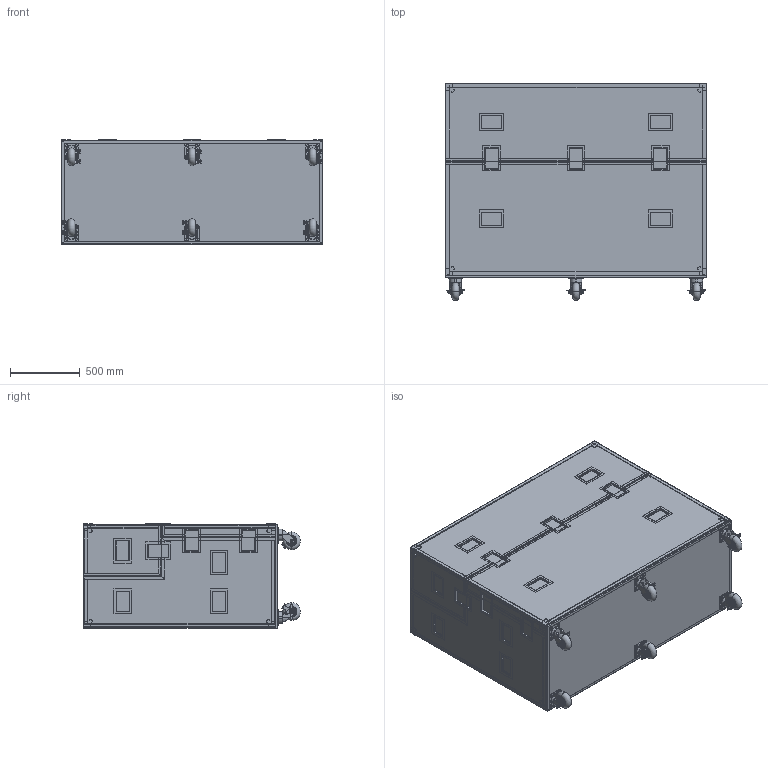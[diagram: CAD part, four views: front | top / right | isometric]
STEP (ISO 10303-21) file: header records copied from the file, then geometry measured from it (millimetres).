
FILE_DESCRIPTION (( 'STEP AP203' ), '1' );
FILE_NAME ('Full Super Pit - Closed.STEP', '2025-04-01T15:19:30', ( '' ), ( '' ), 'SwSTEP 2.0', 'SolidWorks 2024', '' );
FILE_SCHEMA (( 'CONFIG_CONTROL_DESIGN' ));
Length unit declared in the file: inch
Products named in the file (51): Single Angle Extrusion (Edges)_Along Z Top; Single Angle Extrusion (Edges)_Along Y; Groove Extrusion_Horizontal; 2793N22_High-Capacity Easy-Turn Caster with Polyurethane Wheel_2793N22; Single Angle Extrusion (Edges)_Along X; Plywood Panels_Roof; Groove Extrusion_Along Z Right Top Half; Groove Extrusion_Right Vertical Front Cover; Support Structure; Full Super Pit - Closed; U-shape Extrusion (Non-Corner Edges)_Horizontal Front Cover; Groove Extrusion Alt 1_Along Z Right Front Cover; U-shape Extrusion (Non-Corner Edges)_Along Z Cart Thing; Single Angle Extrusion (Edges)_Along Z; Corner Bracket; Super Pit Bottom Half; Single Angle Extrusion (Edges)_Along Y Top; Handle Bracket; Groove Extrusion_Along Z Left Front Cover; Plywood Panels_Back Wall; Tongue Extrusion Alt 1_Lower Left Vertical Bottom Half; Plywood Panels_Front Cover Short Sides; Plywood Panels_Cart Thing; Recessed Latch Bracket - Twist; Tongue Extrusion Alt 2_Along Z Left Bottom Half; Plywood Panels_Back Wall Top; Recessed Latch Bracket - Hook; Tongue Extrusion_Upper Left Vertical Bottom Half; Cart Thing; Tongue Extrusion_Lower Right Vertical Bottom Half; Super Pit Top Half; Plywood Panels_Side Wall Top; Groove Extrusion Alt 1_Left Vertical Front Cover; Groove Extrusion Alt 1_Right Horizontal Top Half; Plywood Panels_Front Cover Main Piece; Single Angle Extrusion (Edges)_Along Z Front Cover; Tongue Extrusion_Horizontal; Plywood Panels_Front Cover Long Sides; Plywood Panels_Floor; Groove Extrusion Alt 1_Along Z Left Top Half ...
Assembly tree (114 placements, depth 3):
  Full Super Pit - Closed
    Super Pit Bottom Half
      Plywood Panels_Floor
      Plywood Panels_Back Wall
      Plywood Panels_Side Wall  x2
      Plywood Panels_Lower half Top Back
      Plywood Panels_Roof
      Panel Joiner
      Corner Bracket  x4
      Tongue Extrusion_Horizontal  x2
      Tongue Extrusion_Lower Right Vertical Bottom Half
      Tongue Extrusion Alt 1_Lower Left Vertical Bottom Half
      Tongue Extrusion Alt 1_Along Z Right Bottom Half
      Tongue Extrusion Alt 2_Along Z Left Bottom Half
      Tongue Extrusion Alt 3_Upper Right Vertical Bottom Half
      Tongue Extrusion_Upper Left Vertical Bottom Half
      Single Angle Extrusion (Edges)_Along X  x2
      Single Angle Extrusion (Edges)_Along Y  x2
      Single Angle Extrusion (Edges)_Along Z  x2
      Single Angle Extrusion (Edges)_Along Z Top  x2
      Handle Bracket  x10
      Recessed Latch Bracket - Hook  x2
      Recessed Latch Bracket - Twist  x4
      Support Structure
    Super Pit Top Half
      Plywood Panels_Roof
      Plywood Panels_Back Wall Top
      Plywood Panels_Side Wall Top  x2
      Single Angle Extrusion (Edges)_Along X
      Single Angle Extrusion (Edges)_Along Y Top  x2
      Single Angle Extrusion (Edges)_Along Z Top  x2
      Corner Bracket  x2
      Groove Extrusion_Horizontal
      Groove Extrusion Alt 1_Right Horizontal Top Half
      Groove Extrusion_Along Z Right Top Half
      Groove Extrusion_Horizontal
      Groove Extrusion Alt 1_Along Z Left Top Half
      Groove Extrusion_Left Horizontal Top Half
      Handle Bracket  x4
      Recessed Latch Bracket - Twist  x5
    Super Pit Front Cover
      Plywood Panels_Front Cover Main Piece
      Plywood Panels_Front Cover Long Sides
      Plywood Panels_Front Cover Short Sides  x2
      Single Angle Extrusion (Edges)_Along X
      Single Angle Extrusion (Edges)_Along Y Front Cover  x2
      Single Angle Extrusion (Edges)_Along Z Front Cover  x2
      Corner Bracket  x2
      Groove Extrusion_Horizontal
      Groove Extrusion Alt 1_Along Z Right Front Cover
      Groove Extrusion_Right Vertical Front Cover
      Groove Extrusion_Horizontal
      Groove Extrusion Alt 1_Left Vertical Front Cover
      Groove Extrusion_Along Z Left Front Cover
      Handle Bracket  x2
      Recessed Latch Bracket - Hook  x10
    Cart Thing
      Plywood Panels_Cart Thing
      U-shape Extrusion (Non-Corner Edges)_Horizontal Front Cover  x2
      U-shape Extrusion (Non-Corner Edges)_Along Z Cart Thing  x2
Bounding box: 1872.77 x 1556.05 x 748.39 mm (x, y, z)
Volume: 136475353.5 mm3; surface area: 29636276.2 mm2
Topology: 155 solids, 155 shells, 3996 faces, 10152 edges, 6624 vertices
Faces by surface type: plane 2829, cylinder 651, cone 240, torus 168, bspline 108
Entity records: 51888 total; most frequent: CARTESIAN_POINT 9606, ORIENTED_EDGE 7368, DIRECTION 6917, EDGE_CURVE 3684, VECTOR 3127, LINE 3127, VERTEX_POINT 2432, AXIS2_PLACEMENT_3D 1895
